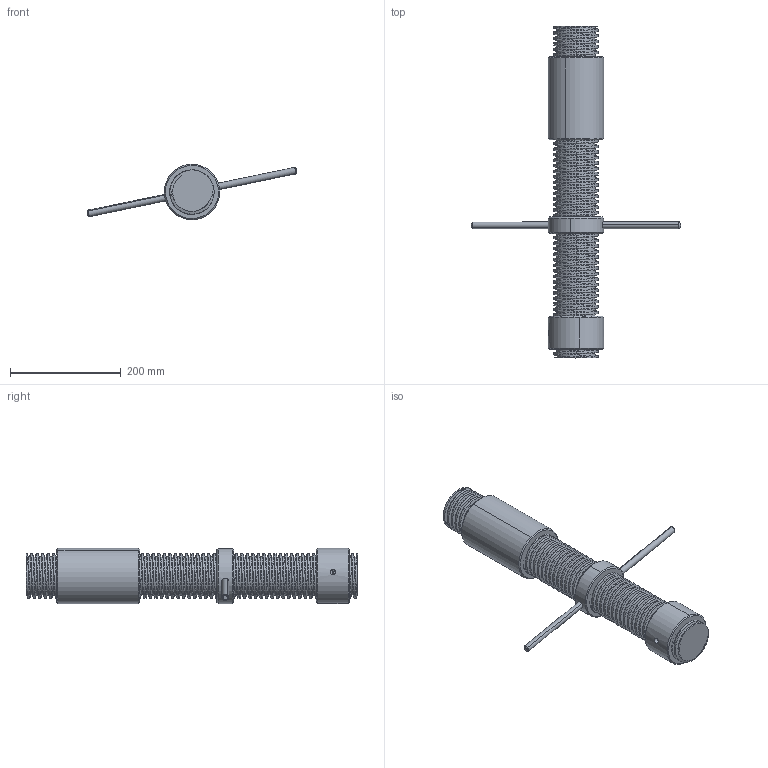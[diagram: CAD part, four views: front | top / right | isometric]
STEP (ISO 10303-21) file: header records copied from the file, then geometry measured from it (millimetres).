
FILE_DESCRIPTION (( 'STEP AP214' ), '1' );
FILE_NAME ('Assemblage1.STEP', '2021-02-09T12:01:35', ( '' ), ( '' ), 'SwSTEP 2.0', 'SolidWorks 2014', '' );
FILE_SCHEMA (( 'AUTOMOTIVE_DESIGN' ));
Length unit declared in the file: millimetre
Products named in the file (6): AXE 12x150mm; ECROU DExt130DInt80L150mm; CONTRE ECROU 30X130X80; B; TIGE FILETE D80X600; Assemblage1
Assembly tree (6 placements, depth 2):
  Assemblage1
    TIGE FILETE D80X600
    B
    CONTRE ECROU 30X130X80
    ECROU DExt130DInt80L150mm
    AXE 12x150mm  x2
Bounding box: 379.11 x 600 x 99.96 mm (x, y, z)
Volume: 3502779.1 mm3; surface area: 471940.5 mm2
Topology: 6 solids, 6 shells, 254 faces, 714 edges, 466 vertices
Faces by surface type: cylinder 197, cone 24, bspline 21, plane 12
Entity records: 43618 total; most frequent: CARTESIAN_POINT 38243, ORIENTED_EDGE 1392, DIRECTION 780, EDGE_CURVE 696, VERTEX_POINT 458, AXIS2_PLACEMENT_3D 286, EDGE_LOOP 256, ADVANCED_FACE 246
